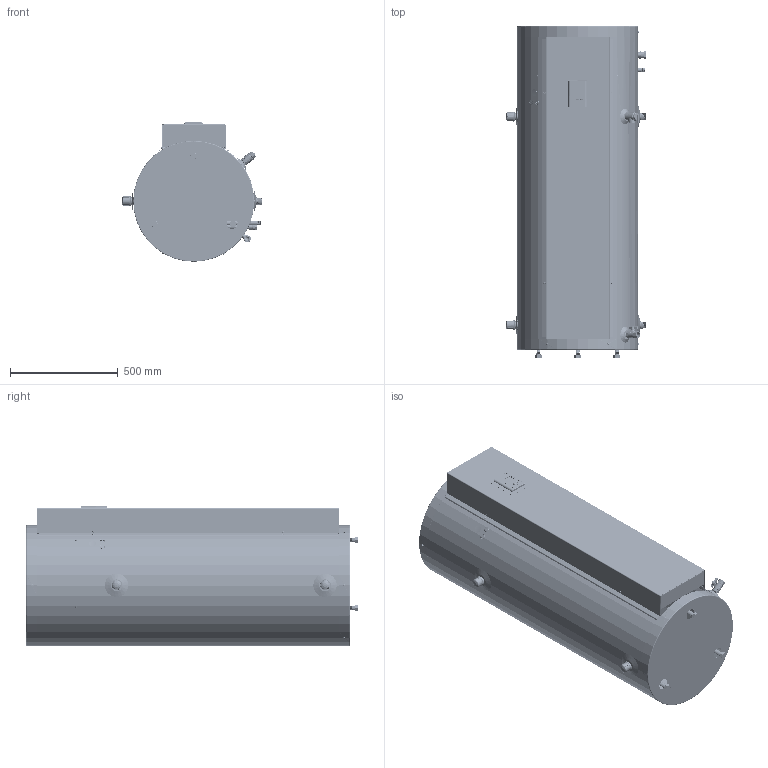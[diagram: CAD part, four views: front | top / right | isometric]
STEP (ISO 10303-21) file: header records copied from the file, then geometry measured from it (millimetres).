
FILE_DESCRIPTION (( 'STEP AP214' ), '1' );
FILE_NAME ('Combomax ULTRA 50.STEP', '2019-09-19T19:04:58', ( '' ), ( '' ), 'SwSTEP 2.0', 'SolidWorks 2019', '' );
FILE_SCHEMA (( 'AUTOMOTIVE_DESIGN' ));
Length unit declared in the file: inch
Products named in the file (1): Combomax ULTRA 50
Bounding box: 650.98 x 1536.68 x 650.1 mm (x, y, z)
Volume: 4053257.6 mm3; surface area: 8238958.9 mm2
Topology: 61 solids, 68 shells, 3241 faces, 7340 edges, 4272 vertices
Faces by surface type: plane 1047, cone 773, cylinder 736, bspline 533, torus 102, sphere 50
Full cylindrical faces by diameter (mm): 2.381 x1, 3.566 x231, 4.762 x8, 4.826 x21, 5.08 x2, 5.105 x4, 5.613 x8, 9.474 x21, 12.065 x1, 13.97 x1, 15.037 x1, 15.799 x1, 19.05 x74, 19.939 x3, 20.93 x1, 20.955 x2, 21.114 x2, 21.336 x1, 21.59 x1, 22.225 x9, 22.86 x2, 23.012 x3, 25.4 x4, 26.645 x4, 26.67 x1, 30.226 x2, 30.353 x1, 31.75 x1, 32.131 x1, 32.69 x1
Entity records: 537558 total; most frequent: CARTESIAN_POINT 431577, DIRECTION 12050, ORIENTED_EDGE 12048, EDGE_CURVE 6024, AXIS2_PLACEMENT_3D 4805, EDGE_LOOP 4625, VERTEX_POINT 4173, FACE_OUTER_BOUND 3742
